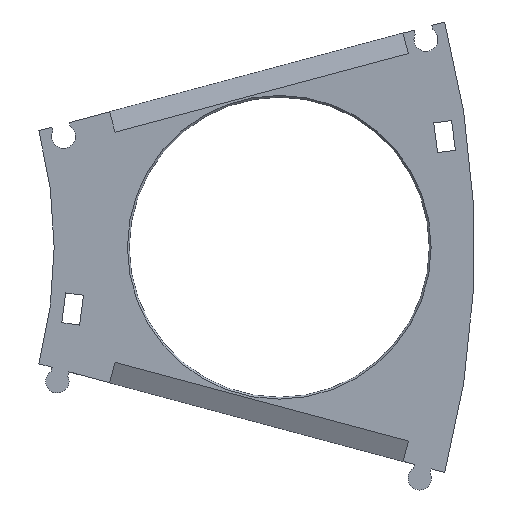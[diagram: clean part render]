
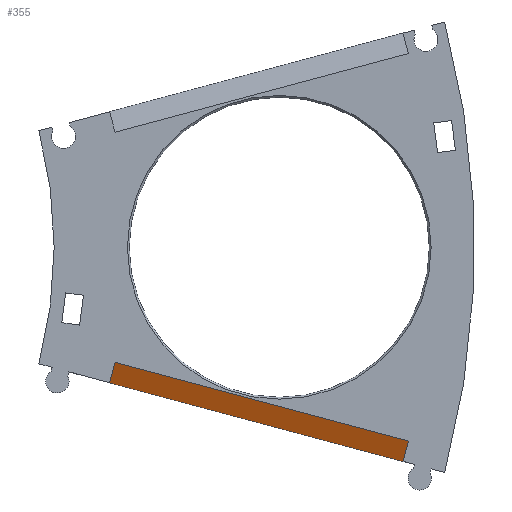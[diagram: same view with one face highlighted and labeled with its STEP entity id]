
A CAD part, front view. The second image highlights one B-rep face of the part: STEP entity #355.
In plain terms, the highlighted planar face has unit normal (-0.102, -0.919, -0.381).
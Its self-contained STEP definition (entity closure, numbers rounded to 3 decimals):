
#50 = VECTOR ( 'NONE', #1367, 1000. ) ;
#70 = DIRECTION ( 'NONE',  ( 0., -0.382, 0.924 ) ) ;
#355 = ADVANCED_FACE ( 'NONE', ( #2102 ), #2079, .F. ) ;
#375 = EDGE_CURVE ( 'NONE', #804, #1888, #1167, .T. ) ;
#386 = AXIS2_PLACEMENT_3D ( 'NONE', #604, #992, #70 ) ;
#521 = CARTESIAN_POINT ( 'NONE',  ( 168.457, 3., -45.138 ) ) ;
#558 = ORIENTED_EDGE ( 'NONE', *, *, #2186, .T. ) ;
#604 = CARTESIAN_POINT ( 'NONE',  ( 273.812, 3., -73.368 ) ) ;
#633 = LINE ( 'NONE', #1173, #50 ) ;
#638 = LINE ( 'NONE', #2105, #1073 ) ;
#804 = VERTEX_POINT ( 'NONE', #1659 ) ;
#992 = DIRECTION ( 'NONE',  ( 0.102, 0.919, 0.38 ) ) ;
#994 = VERTEX_POINT ( 'NONE', #1735 ) ;
#1032 = LINE ( 'NONE', #1770, #1705 ) ;
#1054 = DIRECTION ( 'NONE',  ( -0.238, 0.394, -0.888 ) ) ;
#1073 = VECTOR ( 'NONE', #1054, 1000. ) ;
#1167 = LINE ( 'NONE', #1539, #1738 ) ;
#1173 = CARTESIAN_POINT ( 'NONE',  ( 268.021, 0., -64.569 ) ) ;
#1243 = CARTESIAN_POINT ( 'NONE',  ( 268.021, 0., -64.569 ) ) ;
#1325 = ORIENTED_EDGE ( 'NONE', *, *, #1431, .F. ) ;
#1367 = DIRECTION ( 'NONE',  ( -0.966, 0., 0.259 ) ) ;
#1387 = ORIENTED_EDGE ( 'NONE', *, *, #1924, .F. ) ;
#1431 = EDGE_CURVE ( 'NONE', #1832, #994, #638, .T. ) ;
#1493 = ORIENTED_EDGE ( 'NONE', *, *, #375, .T. ) ;
#1516 = EDGE_LOOP ( 'NONE', ( #1325, #558, #1493, #1387 ) ) ;
#1539 = CARTESIAN_POINT ( 'NONE',  ( 168.457, 3., -45.138 ) ) ;
#1659 = CARTESIAN_POINT ( 'NONE',  ( 170.269, 0., -38.377 ) ) ;
#1705 = VECTOR ( 'NONE', #2156, 1000. ) ;
#1735 = CARTESIAN_POINT ( 'NONE',  ( 266.209, 3., -71.331 ) ) ;
#1738 = VECTOR ( 'NONE', #1884, 1000. ) ;
#1770 = CARTESIAN_POINT ( 'NONE',  ( 273.812, 3., -73.368 ) ) ;
#1832 = VERTEX_POINT ( 'NONE', #1243 ) ;
#1884 = DIRECTION ( 'NONE',  ( -0.238, 0.394, -0.888 ) ) ;
#1888 = VERTEX_POINT ( 'NONE', #521 ) ;
#1924 = EDGE_CURVE ( 'NONE', #994, #1888, #1032, .T. ) ;
#2079 = PLANE ( 'NONE',  #386 ) ;
#2102 = FACE_OUTER_BOUND ( 'NONE', #1516, .T. ) ;
#2105 = CARTESIAN_POINT ( 'NONE',  ( 266.209, 3., -71.331 ) ) ;
#2156 = DIRECTION ( 'NONE',  ( -0.966, 0., 0.259 ) ) ;
#2186 = EDGE_CURVE ( 'NONE', #1832, #804, #633, .T. ) ;
